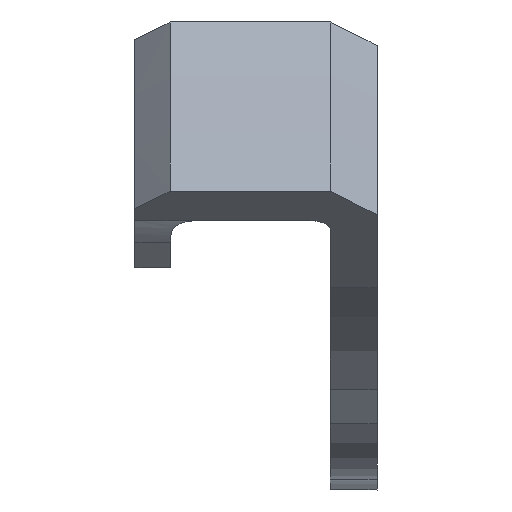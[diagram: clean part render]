
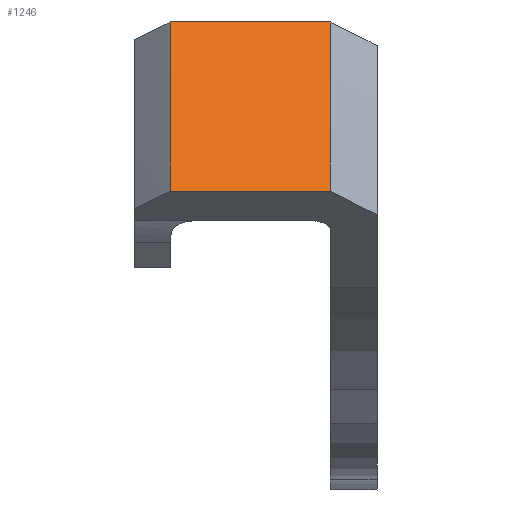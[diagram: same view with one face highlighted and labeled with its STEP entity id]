
A CAD part, left-side view. The second image highlights one B-rep face of the part: STEP entity #1246.
In plain terms, the highlighted cylindrical face has radius 51.282 mm (diameter 102.564 mm), a partial arc.
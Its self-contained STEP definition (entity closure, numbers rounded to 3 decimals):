
#40 = DIRECTION ( 'NONE',  ( 0., 0., -1. ) ) ;
#46 = CIRCLE ( 'NONE', #1151, 51.282 ) ;
#62 = ORIENTED_EDGE ( 'NONE', *, *, #520, .T. ) ;
#97 = CARTESIAN_POINT ( 'NONE',  ( -41.7, 2.4, 29.849 ) ) ;
#105 = FACE_OUTER_BOUND ( 'NONE', #1344, .T. ) ;
#138 = LINE ( 'NONE', #1012, #1058 ) ;
#155 = EDGE_CURVE ( 'NONE', #1438, #1216, #648, .T. ) ;
#236 = AXIS2_PLACEMENT_3D ( 'NONE', #1255, #1376, #895 ) ;
#263 = VECTOR ( 'NONE', #793, 1000. ) ;
#488 = ORIENTED_EDGE ( 'NONE', *, *, #803, .T. ) ;
#520 = EDGE_CURVE ( 'NONE', #1438, #1200, #46, .T. ) ;
#532 = CARTESIAN_POINT ( 'NONE',  ( -46.7, 2.4, 21.189 ) ) ;
#572 = CIRCLE ( 'NONE', #236, 51.282 ) ;
#648 = LINE ( 'NONE', #1390, #263 ) ;
#732 = AXIS2_PLACEMENT_3D ( 'NONE', #1050, #1171, #1087 ) ;
#789 = CARTESIAN_POINT ( 'NONE',  ( 0., 10.6, 0. ) ) ;
#793 = DIRECTION ( 'NONE',  ( 0., -1., 0. ) ) ;
#803 = EDGE_CURVE ( 'NONE', #1200, #1433, #138, .T. ) ;
#895 = DIRECTION ( 'NONE',  ( 0., 0., -1. ) ) ;
#930 = CARTESIAN_POINT ( 'NONE',  ( -41.7, 10.6, 29.849 ) ) ;
#978 = ORIENTED_EDGE ( 'NONE', *, *, #1007, .T. ) ;
#1007 = EDGE_CURVE ( 'NONE', #1433, #1216, #572, .T. ) ;
#1012 = CARTESIAN_POINT ( 'NONE',  ( -46.7, 12.4, 21.189 ) ) ;
#1050 = CARTESIAN_POINT ( 'NONE',  ( 0., 12.4, 0. ) ) ;
#1058 = VECTOR ( 'NONE', #1242, 1000. ) ;
#1087 = DIRECTION ( 'NONE',  ( 0., 0., -1. ) ) ;
#1144 = DIRECTION ( 'NONE',  ( 0., -1., 0. ) ) ;
#1151 = AXIS2_PLACEMENT_3D ( 'NONE', #789, #1144, #40 ) ;
#1161 = CARTESIAN_POINT ( 'NONE',  ( -46.7, 10.6, 21.189 ) ) ;
#1171 = DIRECTION ( 'NONE',  ( 0., -1., 0. ) ) ;
#1200 = VERTEX_POINT ( 'NONE', #1161 ) ;
#1216 = VERTEX_POINT ( 'NONE', #97 ) ;
#1242 = DIRECTION ( 'NONE',  ( 0., -1., 0. ) ) ;
#1246 = ADVANCED_FACE ( 'NONE', ( #105 ), #1427, .T. ) ;
#1255 = CARTESIAN_POINT ( 'NONE',  ( 0., 2.4, 0. ) ) ;
#1344 = EDGE_LOOP ( 'NONE', ( #1446, #62, #488, #978 ) ) ;
#1376 = DIRECTION ( 'NONE',  ( 0., 1., 0. ) ) ;
#1390 = CARTESIAN_POINT ( 'NONE',  ( -41.7, 12.4, 29.849 ) ) ;
#1427 = CYLINDRICAL_SURFACE ( 'NONE', #732, 51.282 ) ;
#1433 = VERTEX_POINT ( 'NONE', #532 ) ;
#1438 = VERTEX_POINT ( 'NONE', #930 ) ;
#1446 = ORIENTED_EDGE ( 'NONE', *, *, #155, .F. ) ;
